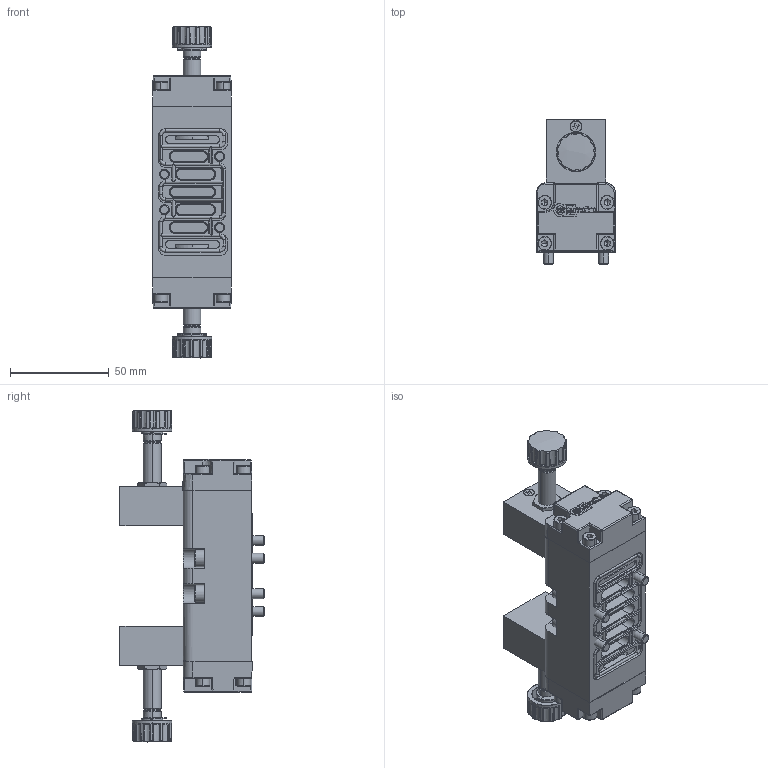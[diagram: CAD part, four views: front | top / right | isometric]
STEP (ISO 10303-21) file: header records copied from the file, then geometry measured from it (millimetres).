
FILE_DESCRIPTION (( 'STEP AP214' ), '1' );
FILE_NAME ('00_065_4.STEP', '2016-01-12T07:55:36', ( '' ), ( '' ), 'SwSTEP 2.0', 'SolidWorks 2016', '' );
FILE_SCHEMA (( 'AUTOMOTIVE_DESIGN' ));
Length unit declared in the file: millimetre
Products named in the file (1): 00_065_4
Bounding box: 40 x 73 x 168.28 mm (x, y, z)
Volume: 190070.6 mm3; surface area: 56545.3 mm2
Topology: 22 solids, 30 shells, 2476 faces, 6665 edges, 4280 vertices
Faces by surface type: plane 1627, cylinder 377, cone 284, torus 146, sphere 22, bspline 20
Entity records: 91748 total; most frequent: CARTESIAN_POINT 27794, ORIENTED_EDGE 13244, DIRECTION 10320, EDGE_CURVE 6622, VERTEX_POINT 4274, VECTOR 3468, LINE 3468, AXIS2_PLACEMENT_3D 3426
